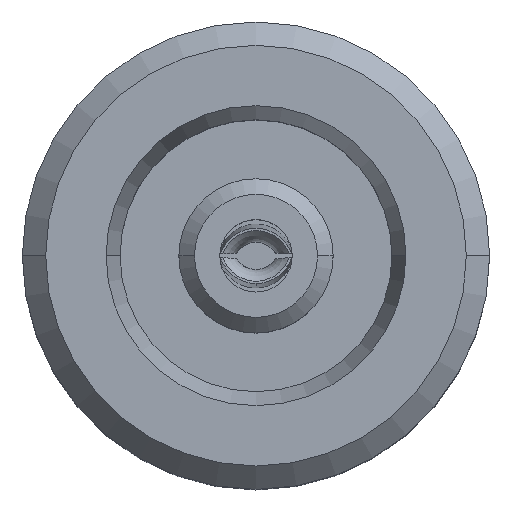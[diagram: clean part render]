
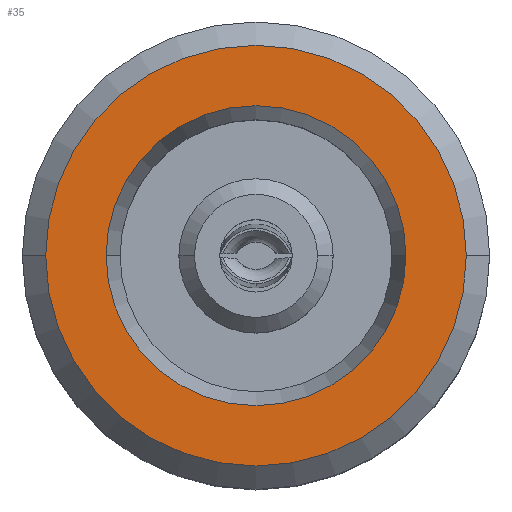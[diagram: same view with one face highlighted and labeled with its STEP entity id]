
A CAD part, top view. The second image highlights one B-rep face of the part: STEP entity #35.
In plain terms, the highlighted planar face has unit normal (0, 0, 1).
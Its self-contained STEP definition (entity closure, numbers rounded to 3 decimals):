
#35 = ADVANCED_FACE ( 'NONE', ( #1281, #1500 ), #1012, .F. ) ;
#75 = CARTESIAN_POINT ( 'NONE',  ( -2.7, 0., 0. ) ) ;
#78 = AXIS2_PLACEMENT_3D ( 'NONE', #1160, #257, #376 ) ;
#84 = CIRCLE ( 'NONE', #92, 1.925 ) ;
#92 = AXIS2_PLACEMENT_3D ( 'NONE', #886, #872, #865 ) ;
#173 = EDGE_LOOP ( 'NONE', ( #203, #486 ) ) ;
#203 = ORIENTED_EDGE ( 'NONE', *, *, #1237, .F. ) ;
#257 = DIRECTION ( 'NONE',  ( 0., 0., 1. ) ) ;
#376 = DIRECTION ( 'NONE',  ( -1., 0., 0. ) ) ;
#388 = VERTEX_POINT ( 'NONE', #755 ) ;
#409 = DIRECTION ( 'NONE',  ( 1., 0., 0. ) ) ;
#486 = ORIENTED_EDGE ( 'NONE', *, *, #1472, .F. ) ;
#574 = CARTESIAN_POINT ( 'NONE',  ( -1.925, 0., 0. ) ) ;
#594 = DIRECTION ( 'NONE',  ( 0., 0., 1. ) ) ;
#618 = AXIS2_PLACEMENT_3D ( 'NONE', #743, #752, #757 ) ;
#631 = VERTEX_POINT ( 'NONE', #75 ) ;
#633 = CARTESIAN_POINT ( 'NONE',  ( 0., 0., 0. ) ) ;
#663 = ORIENTED_EDGE ( 'NONE', *, *, #933, .T. ) ;
#743 = CARTESIAN_POINT ( 'NONE',  ( 0., 0., 0. ) ) ;
#752 = DIRECTION ( 'NONE',  ( 0., 0., 1. ) ) ;
#755 = CARTESIAN_POINT ( 'NONE',  ( 2.7, 0., 0. ) ) ;
#757 = DIRECTION ( 'NONE',  ( -1., 0., 0. ) ) ;
#865 = DIRECTION ( 'NONE',  ( 1., 0., 0. ) ) ;
#872 = DIRECTION ( 'NONE',  ( 0., 0., 1. ) ) ;
#874 = EDGE_CURVE ( 'NONE', #631, #388, #1043, .T. ) ;
#886 = CARTESIAN_POINT ( 'NONE',  ( 0., 0., 0. ) ) ;
#933 = EDGE_CURVE ( 'NONE', #388, #631, #1292, .T. ) ;
#1012 = PLANE ( 'NONE',  #1458 ) ;
#1043 = CIRCLE ( 'NONE', #618, 2.7 ) ;
#1160 = CARTESIAN_POINT ( 'NONE',  ( 0., 0., 0. ) ) ;
#1178 = DIRECTION ( 'NONE',  ( -1., 0., 0. ) ) ;
#1201 = CARTESIAN_POINT ( 'NONE',  ( 0., 3., 0. ) ) ;
#1237 = EDGE_CURVE ( 'NONE', #1342, #1356, #84, .T. ) ;
#1281 = FACE_OUTER_BOUND ( 'NONE', #1337, .T. ) ;
#1286 = DIRECTION ( 'NONE',  ( 0., 0., -1. ) ) ;
#1292 = CIRCLE ( 'NONE', #78, 2.7 ) ;
#1299 = CIRCLE ( 'NONE', #1792, 1.925 ) ;
#1337 = EDGE_LOOP ( 'NONE', ( #1704, #663 ) ) ;
#1342 = VERTEX_POINT ( 'NONE', #1625 ) ;
#1356 = VERTEX_POINT ( 'NONE', #574 ) ;
#1458 = AXIS2_PLACEMENT_3D ( 'NONE', #1201, #1286, #1178 ) ;
#1472 = EDGE_CURVE ( 'NONE', #1356, #1342, #1299, .T. ) ;
#1500 = FACE_BOUND ( 'NONE', #173, .T. ) ;
#1625 = CARTESIAN_POINT ( 'NONE',  ( 1.925, 0., 0. ) ) ;
#1704 = ORIENTED_EDGE ( 'NONE', *, *, #874, .T. ) ;
#1792 = AXIS2_PLACEMENT_3D ( 'NONE', #633, #594, #409 ) ;
